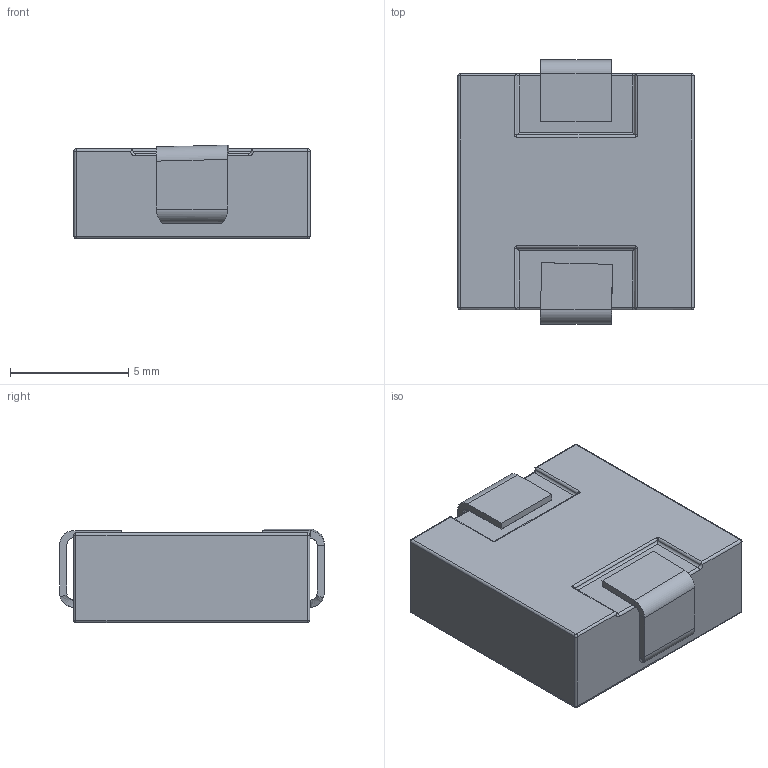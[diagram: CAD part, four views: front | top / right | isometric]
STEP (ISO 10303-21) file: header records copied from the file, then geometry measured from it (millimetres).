
FILE_DESCRIPTION(/* description */ ('Unknown'),/* implementation_level */ '2;1');
FILE_NAME(/* name */ 'TMPC1004',/* time_stamp */ '2018-01-18T14:15:08+08:00',/* author */ ('Unknown'),/* organization */ ('Unknown'),/* preprocessor_version */ 'ST-DEVELOPER v16.7',/* originating_system */ 'DEX',/* authorisation */ $);
FILE_SCHEMA (('AUTOMOTIVE_DESIGN {1 0 10303 214 3 1 1}'));
Length unit declared in the file: centimetre
Products named in the file (1): TMPC1004
Bounding box: 10 x 11.2 x 3.97 mm (x, y, z)
Volume: 384.4 mm3; surface area: 846.4 mm2
Topology: 2 solids, 2 shells, 264 faces, 686 edges, 421 vertices
Faces by surface type: plane 138, bspline 62, cylinder 42, torus 14, sphere 8
Full cylindrical faces by diameter (mm): 1.2 x2
Entity records: 12045 total; most frequent: CARTESIAN_POINT 4312, ORIENTED_EDGE 1288, DIRECTION 1024, EDGE_CURVE 644, VERTEX_POINT 415, LINE 390, VECTOR 390, AXIS2_PLACEMENT_3D 317
